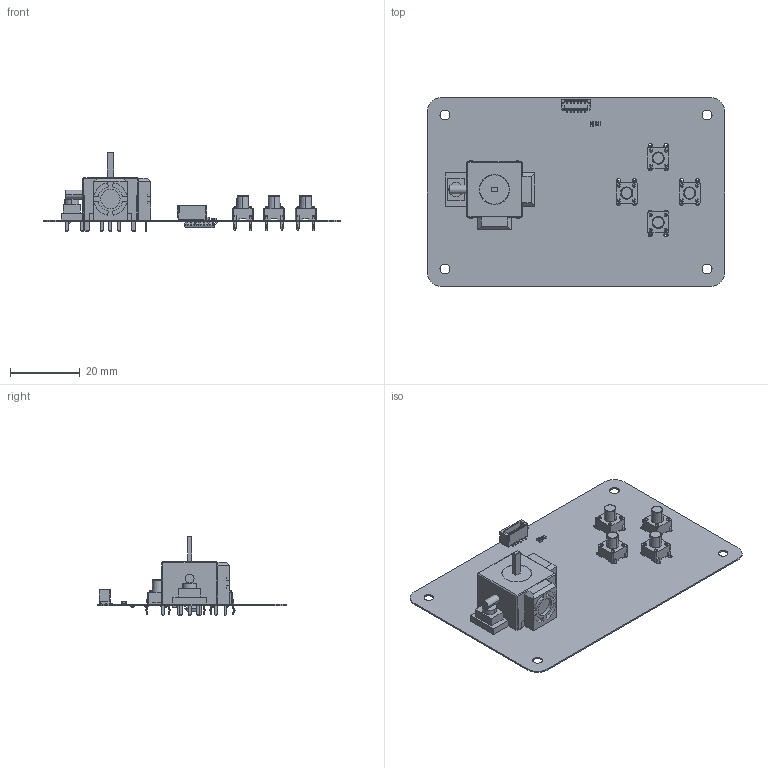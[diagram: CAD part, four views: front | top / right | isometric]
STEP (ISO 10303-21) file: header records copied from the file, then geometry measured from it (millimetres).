
FILE_DESCRIPTION(('Open CASCADE Model'),'2;1');
FILE_NAME('Open CASCADE Shape Model','2022-01-26T20:54:17',('Author'),( 'Open CASCADE'),'Open CASCADE STEP processor 6.8','Open CASCADE 6.8' ,'Unknown');
FILE_SCHEMA(('AUTOMOTIVE_DESIGN { 1 0 10303 214 1 1 1 1 }'));
Length unit declared in the file: millimetre
Products named in the file (33): PCB; Board; Open CASCADE STEP translator 6.8 3.1.1; R4; RES_1005-0402; C9; C0402; C6; C5; C4; 0603_1608; K4; tc-1102-x-g-x_RGB6710886; K3; K2; K1; J1; FWF10002-S06S24W5M; U1; so14; R11; R13; R12; R10; R7; R6; R5; R3; R2; R1; C1; Free-Models; User_Library-ps2_analog_RGB8421504
Assembly tree (48 placements, depth 3):
  PCB
    Board
      Open CASCADE STEP translator 6.8 3.1.1
    R4
      RES_1005-0402
    C9
      C0402
    C6
      C0402
    C5
      C0402
    C4
      0603_1608
    K4
      tc-1102-x-g-x_RGB6710886
    K3
      tc-1102-x-g-x_RGB6710886
    K2
      tc-1102-x-g-x_RGB6710886
    K1
      tc-1102-x-g-x_RGB6710886
    J1
      FWF10002-S06S24W5M
    U1
      so14
    R11
      RES_1005-0402
    R13
      RES_1005-0402
    R12
      RES_1005-0402
    R10
      RES_1005-0402
    R7
      RES_1005-0402
    R6
      RES_1005-0402
    R5
      RES_1005-0402
    R3
      RES_1005-0402
    R2
      RES_1005-0402
    R1
      RES_1005-0402
    C1
      C0402
    Free-Models
      User_Library-ps2_analog_RGB8421504
Bounding box: 85 x 54 x 22.7 mm (x, y, z)
Volume: 6647.2 mm3; surface area: 12680.6 mm2
Topology: 67 solids, 67 shells, 4741 faces, 12627 edges, 8178 vertices
Faces by surface type: plane 3626, bspline 565, cylinder 450, sphere 72, cone 20, torus 8
Full cylindrical faces by diameter (mm): 0.889 x6, 0.9 x4, 1.2 x16, 1.397 x4, 2.8 x4
Entity records: 78331 total; most frequent: CARTESIAN_POINT 17837, ORIENTED_EDGE 10242, DIRECTION 8793, EDGE_CURVE 5121, LINE 4073, VECTOR 4073, VERTEX_POINT 3306, AXIS2_PLACEMENT_3D 2360
